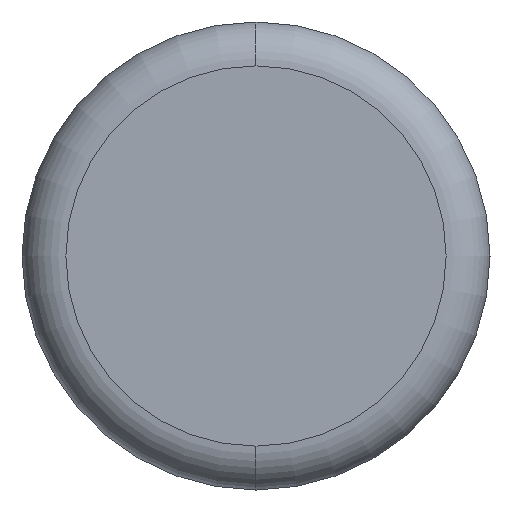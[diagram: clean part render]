
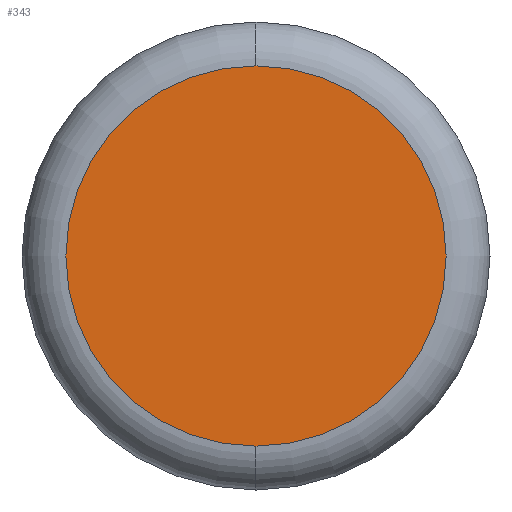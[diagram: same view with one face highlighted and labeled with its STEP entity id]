
A CAD part, left-side view. The second image highlights one B-rep face of the part: STEP entity #343.
In plain terms, the highlighted planar face has unit normal (-1, 0, 0).
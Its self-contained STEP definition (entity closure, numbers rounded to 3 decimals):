
#5 = AXIS2_PLACEMENT_3D ( 'NONE', #311, #141, #282 ) ;
#18 = CARTESIAN_POINT ( 'NONE',  ( -4.15, 0., 0. ) ) ;
#25 = CARTESIAN_POINT ( 'NONE',  ( -4.15, 0., 0. ) ) ;
#26 = CARTESIAN_POINT ( 'NONE',  ( -4.15, 0., -1.3 ) ) ;
#70 = EDGE_CURVE ( 'NONE', #298, #264, #130, .T. ) ;
#88 = DIRECTION ( 'NONE',  ( 0., 0., -1. ) ) ;
#102 = FACE_OUTER_BOUND ( 'NONE', #329, .T. ) ;
#104 = ORIENTED_EDGE ( 'NONE', *, *, #158, .T. ) ;
#121 = CARTESIAN_POINT ( 'NONE',  ( -4.15, 0., 1.3 ) ) ;
#130 = CIRCLE ( 'NONE', #5, 1.3 ) ;
#141 = DIRECTION ( 'NONE',  ( -1., 0., 0. ) ) ;
#149 = DIRECTION ( 'NONE',  ( -1., 0., 0. ) ) ;
#158 = EDGE_CURVE ( 'NONE', #264, #298, #267, .T. ) ;
#256 = PLANE ( 'NONE',  #258 ) ;
#258 = AXIS2_PLACEMENT_3D ( 'NONE', #18, #290, #88 ) ;
#264 = VERTEX_POINT ( 'NONE', #121 ) ;
#267 = CIRCLE ( 'NONE', #347, 1.3 ) ;
#282 = DIRECTION ( 'NONE',  ( 0., 0., 1. ) ) ;
#290 = DIRECTION ( 'NONE',  ( 1., 0., 0. ) ) ;
#298 = VERTEX_POINT ( 'NONE', #26 ) ;
#311 = CARTESIAN_POINT ( 'NONE',  ( -4.15, 0., 0. ) ) ;
#315 = ORIENTED_EDGE ( 'NONE', *, *, #70, .T. ) ;
#329 = EDGE_LOOP ( 'NONE', ( #104, #315 ) ) ;
#343 = ADVANCED_FACE ( 'NONE', ( #102 ), #256, .F. ) ;
#347 = AXIS2_PLACEMENT_3D ( 'NONE', #25, #149, #358 ) ;
#358 = DIRECTION ( 'NONE',  ( 0., 0., 1. ) ) ;
